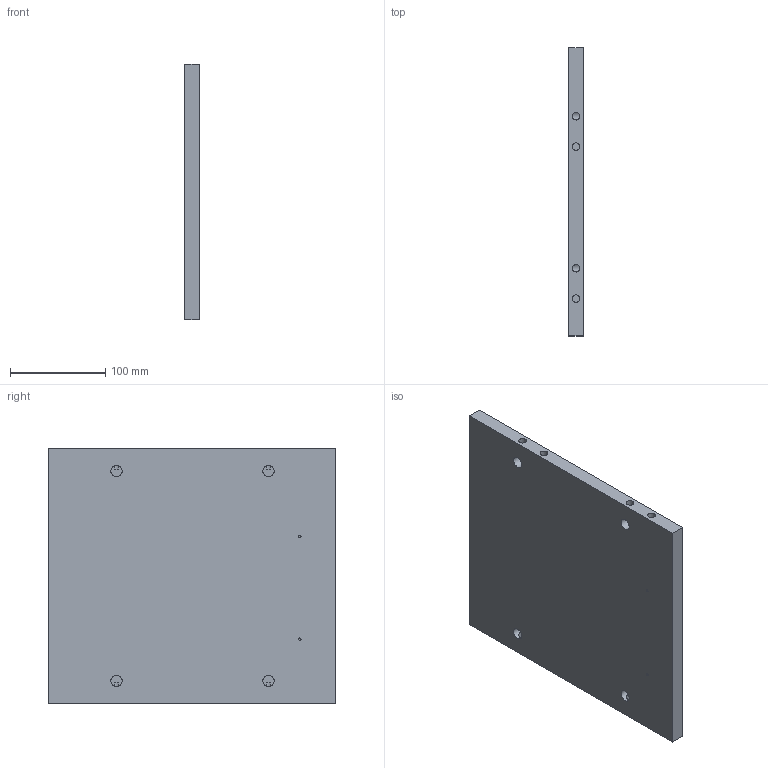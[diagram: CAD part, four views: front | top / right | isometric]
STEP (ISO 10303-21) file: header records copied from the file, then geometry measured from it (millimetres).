
FILE_DESCRIPTION(('STEP AP214'),'1');
FILE_NAME('09_Divisao.step','2026-01-05T18:56:05',(' '),(' '),'Spatial InterOp 3D',' ',' ');
FILE_SCHEMA(('AUTOMOTIVE_DESIGN { 1 0 10303 214 1 1 1 1 }'));
Length unit declared in the file: millimetre
Products named in the file (1): LATERAL DIREITA
Bounding box: 15 x 303 x 269 mm (x, y, z)
Volume: 1209475.7 mm3; surface area: 193695.3 mm2
Topology: 2 solids, 2 shells, 44 faces, 96 edges, 64 vertices
Faces by surface type: plane 28, cylinder 16
Full cylindrical faces by diameter (mm): 2.5 x4, 8 x8, 12 x4
Entity records: 1676 total; most frequent: CARTESIAN_POINT 410, DIRECTION 192, ORIENTED_EDGE 144, AXIS2_PLACEMENT_3D 78, EDGE_LOOP 76, EDGE_CURVE 72, FACE_OUTER_BOUND 60, VERTEX_POINT 56
